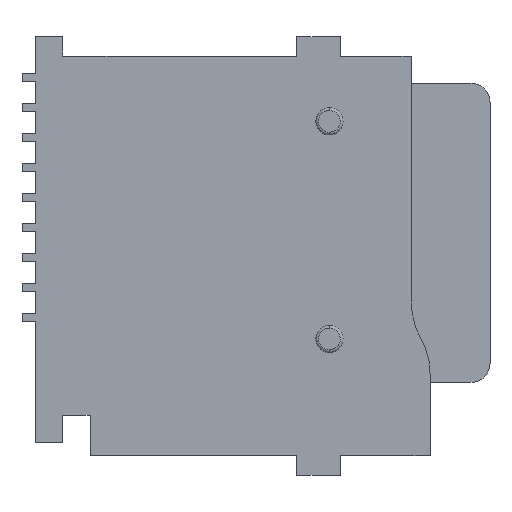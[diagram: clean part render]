
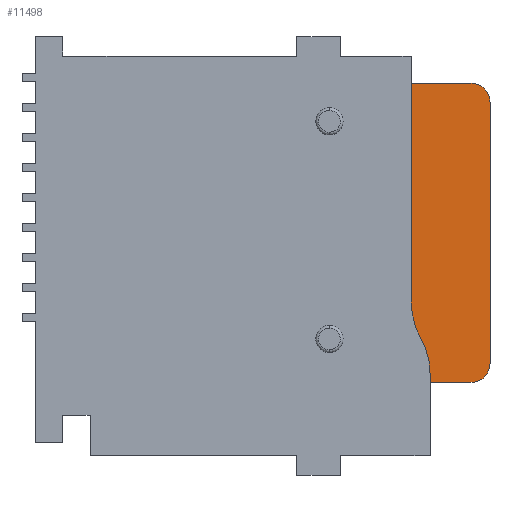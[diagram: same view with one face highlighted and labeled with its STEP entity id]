
A CAD part, front view. The second image highlights one B-rep face of the part: STEP entity #11498.
In plain terms, the highlighted planar face has unit normal (0, -1, 0).
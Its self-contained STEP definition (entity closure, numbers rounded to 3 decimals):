
#242 = CARTESIAN_POINT ( 'NONE',  ( 1.5, 0.8, 13. ) ) ;
#255 = EDGE_CURVE ( 'NONE', #1554, #10551, #3643, .T. ) ;
#405 = CIRCLE ( 'NONE', #8119, 0.7 ) ;
#528 = LINE ( 'NONE', #8155, #8192 ) ;
#633 = ORIENTED_EDGE ( 'NONE', *, *, #3443, .T. ) ;
#643 = EDGE_CURVE ( 'NONE', #2610, #8820, #4808, .T. ) ;
#1121 = ORIENTED_EDGE ( 'NONE', *, *, #12629, .T. ) ;
#1193 = DIRECTION ( 'NONE',  ( 0., 0., 1. ) ) ;
#1257 = DIRECTION ( 'NONE',  ( 0., 0., 1. ) ) ;
#1264 = DIRECTION ( 'NONE',  ( 0., 0., -1. ) ) ;
#1296 = VERTEX_POINT ( 'NONE', #4493 ) ;
#1541 = EDGE_CURVE ( 'NONE', #4300, #2720, #7664, .T. ) ;
#1544 = DIRECTION ( 'NONE',  ( 0., -1., 0. ) ) ;
#1554 = VERTEX_POINT ( 'NONE', #11846 ) ;
#1790 = EDGE_LOOP ( 'NONE', ( #10617, #7702, #12090, #633, #12835, #10783, #2763, #2655, #1121 ) ) ;
#1844 = DIRECTION ( 'NONE',  ( -1., 0., 0. ) ) ;
#1900 = VECTOR ( 'NONE', #1257, 1000. ) ;
#2072 = VECTOR ( 'NONE', #3048, 1000. ) ;
#2117 = CARTESIAN_POINT ( 'NONE',  ( 0., 0.8, 13.7 ) ) ;
#2267 = EDGE_CURVE ( 'NONE', #4817, #1296, #405, .T. ) ;
#2324 = CARTESIAN_POINT ( 'NONE',  ( 2.2, 0.8, 13. ) ) ;
#2610 = VERTEX_POINT ( 'NONE', #10651 ) ;
#2655 = ORIENTED_EDGE ( 'NONE', *, *, #1541, .T. ) ;
#2720 = VERTEX_POINT ( 'NONE', #5763 ) ;
#2763 = ORIENTED_EDGE ( 'NONE', *, *, #9903, .F. ) ;
#2963 = CARTESIAN_POINT ( 'NONE',  ( -2.72, 0.8, 3. ) ) ;
#3048 = DIRECTION ( 'NONE',  ( -1., 0., 0. ) ) ;
#3266 = VERTEX_POINT ( 'NONE', #3912 ) ;
#3443 = EDGE_CURVE ( 'NONE', #8820, #4817, #528, .T. ) ;
#3643 = LINE ( 'NONE', #2117, #5990 ) ;
#3695 = CARTESIAN_POINT ( 'NONE',  ( -0.7, 0.8, 13.7 ) ) ;
#3790 = CIRCLE ( 'NONE', #10021, 2.72 ) ;
#3912 = CARTESIAN_POINT ( 'NONE',  ( -0.7, 0.8, 13.7 ) ) ;
#3949 = DIRECTION ( 'NONE',  ( 0., 0., 1. ) ) ;
#4193 = CARTESIAN_POINT ( 'NONE',  ( -0.7, 0.8, 14.7 ) ) ;
#4300 = VERTEX_POINT ( 'NONE', #7517 ) ;
#4493 = CARTESIAN_POINT ( 'NONE',  ( 1.5, 0.8, 13.7 ) ) ;
#4680 = DIRECTION ( 'NONE',  ( 0., 0., -1. ) ) ;
#4808 = CIRCLE ( 'NONE', #11939, 0.7 ) ;
#4817 = VERTEX_POINT ( 'NONE', #2324 ) ;
#4844 = LINE ( 'NONE', #4193, #1900 ) ;
#4983 = AXIS2_PLACEMENT_3D ( 'NONE', #11887, #5895, #12891 ) ;
#5038 = CARTESIAN_POINT ( 'NONE',  ( -0.7, 0.8, 2.7 ) ) ;
#5763 = CARTESIAN_POINT ( 'NONE',  ( -0.343, 0.8, 4.321 ) ) ;
#5776 = CARTESIAN_POINT ( 'NONE',  ( -0.7, 0.8, 13.7 ) ) ;
#5895 = DIRECTION ( 'NONE',  ( 0., -1., 0. ) ) ;
#5990 = VECTOR ( 'NONE', #11130, 1000. ) ;
#7223 = DIRECTION ( 'NONE',  ( 0., -1., 0. ) ) ;
#7500 = CARTESIAN_POINT ( 'NONE',  ( 1.5, 0.8, 3.4 ) ) ;
#7517 = CARTESIAN_POINT ( 'NONE',  ( -0.7, 0.8, 5.7 ) ) ;
#7664 = CIRCLE ( 'NONE', #4983, 2.838 ) ;
#7702 = ORIENTED_EDGE ( 'NONE', *, *, #11723, .F. ) ;
#7994 = AXIS2_PLACEMENT_3D ( 'NONE', #3695, #10697, #4680 ) ;
#8119 = AXIS2_PLACEMENT_3D ( 'NONE', #242, #7223, #1264 ) ;
#8155 = CARTESIAN_POINT ( 'NONE',  ( 2.2, 0.8, 13.7 ) ) ;
#8192 = VECTOR ( 'NONE', #1193, 1000. ) ;
#8503 = DIRECTION ( 'NONE',  ( 0., 0., 1. ) ) ;
#8820 = VERTEX_POINT ( 'NONE', #11981 ) ;
#9903 = EDGE_CURVE ( 'NONE', #4300, #3266, #4844, .T. ) ;
#9966 = DIRECTION ( 'NONE',  ( 0., 1., 0. ) ) ;
#10021 = AXIS2_PLACEMENT_3D ( 'NONE', #2963, #9966, #3949 ) ;
#10083 = VECTOR ( 'NONE', #1844, 1000. ) ;
#10395 = LINE ( 'NONE', #5776, #10083 ) ;
#10551 = VERTEX_POINT ( 'NONE', #11520 ) ;
#10617 = ORIENTED_EDGE ( 'NONE', *, *, #255, .T. ) ;
#10651 = CARTESIAN_POINT ( 'NONE',  ( 1.5, 0.8, 2.7 ) ) ;
#10659 = PLANE ( 'NONE',  #7994 ) ;
#10697 = DIRECTION ( 'NONE',  ( 0., -1., 0. ) ) ;
#10783 = ORIENTED_EDGE ( 'NONE', *, *, #12576, .T. ) ;
#11130 = DIRECTION ( 'NONE',  ( 0., 0., -1. ) ) ;
#11498 = ADVANCED_FACE ( 'NONE', ( #12677 ), #10659, .T. ) ;
#11520 = CARTESIAN_POINT ( 'NONE',  ( 0., 0.8, 2.7 ) ) ;
#11723 = EDGE_CURVE ( 'NONE', #2610, #10551, #12664, .T. ) ;
#11846 = CARTESIAN_POINT ( 'NONE',  ( 0., 0.8, 3. ) ) ;
#11887 = CARTESIAN_POINT ( 'NONE',  ( 2.138, 0.8, 5.7 ) ) ;
#11939 = AXIS2_PLACEMENT_3D ( 'NONE', #7500, #1544, #8503 ) ;
#11981 = CARTESIAN_POINT ( 'NONE',  ( 2.2, 0.8, 3.4 ) ) ;
#12090 = ORIENTED_EDGE ( 'NONE', *, *, #643, .T. ) ;
#12576 = EDGE_CURVE ( 'NONE', #1296, #3266, #10395, .T. ) ;
#12629 = EDGE_CURVE ( 'NONE', #2720, #1554, #3790, .T. ) ;
#12664 = LINE ( 'NONE', #5038, #2072 ) ;
#12677 = FACE_OUTER_BOUND ( 'NONE', #1790, .T. ) ;
#12835 = ORIENTED_EDGE ( 'NONE', *, *, #2267, .T. ) ;
#12891 = DIRECTION ( 'NONE',  ( 0., 0., 1. ) ) ;
